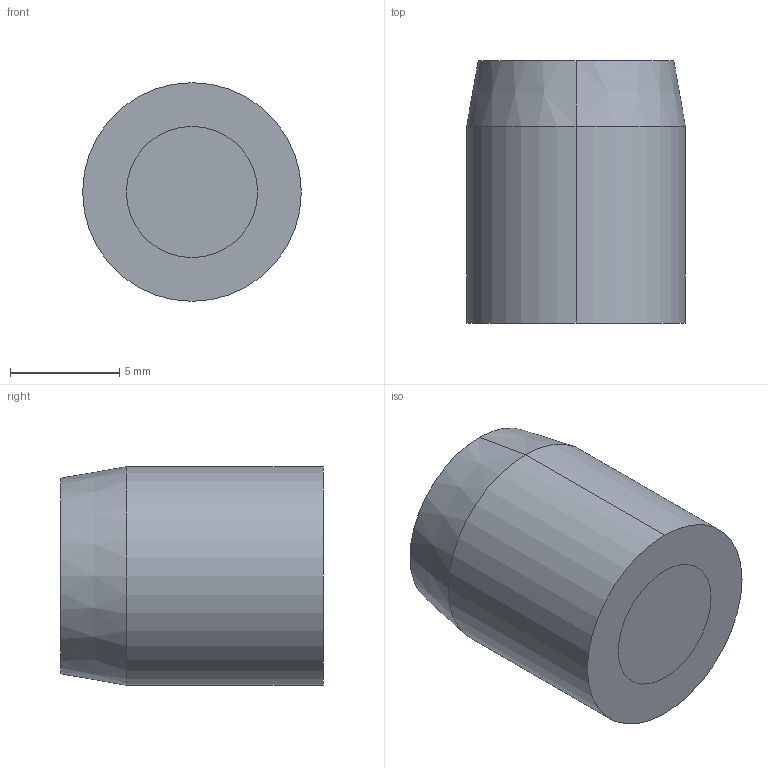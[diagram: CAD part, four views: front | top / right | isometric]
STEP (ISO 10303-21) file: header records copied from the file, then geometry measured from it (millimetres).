
FILE_DESCRIPTION (( 'STEP AP214' ), '1' );
FILE_NAME ('VD100612.STEP', '2013-06-27T09:28:21', ( '' ), ( '' ), 'SwSTEP 2.0', 'SolidWorks 2011', '' );
FILE_SCHEMA (( 'AUTOMOTIVE_DESIGN' ));
Length unit declared in the file: millimetre
Products named in the file (3): VD 100612-1; VD100612; VD 100612-2
Assembly tree (2 placements, depth 2):
  VD100612
    VD 100612-2
    VD 100612-1
Bounding box: 10 x 12 x 10 mm (x, y, z)
Volume: 854.7 mm3; surface area: 1052.2 mm2
Topology: 2 solids, 2 shells, 28 faces, 72 edges, 45 vertices
Faces by surface type: cylinder 16, cone 6, plane 6
Entity records: 1076 total; most frequent: CARTESIAN_POINT 292, DIRECTION 148, ORIENTED_EDGE 140, EDGE_CURVE 70, AXIS2_PLACEMENT_3D 61, VERTEX_POINT 45, EDGE_LOOP 33, FACE_OUTER_BOUND 28
